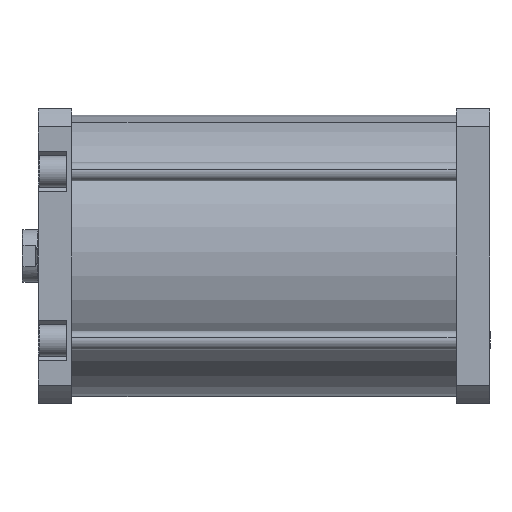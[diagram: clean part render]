
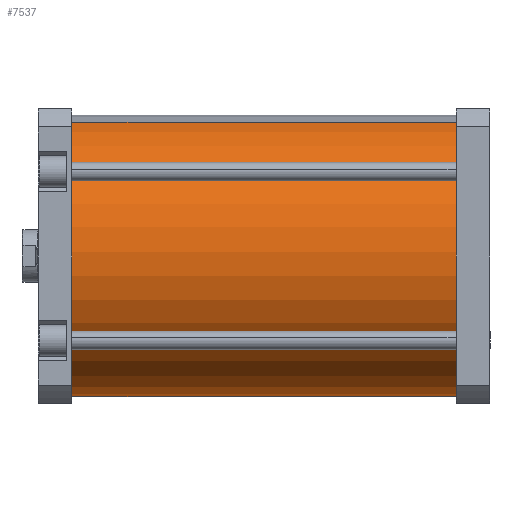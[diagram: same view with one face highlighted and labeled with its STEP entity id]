
A CAD part, front view. The second image highlights one B-rep face of the part: STEP entity #7537.
In plain terms, the highlighted cylindrical face has radius 105 mm (diameter 210 mm), a partial arc.
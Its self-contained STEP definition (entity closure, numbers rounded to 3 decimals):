
#724 = ORIENTED_EDGE ( 'NONE', *, *, #3431, .F. ) ;
#753 = ORIENTED_EDGE ( 'NONE', *, *, #3366, .T. ) ;
#791 = ORIENTED_EDGE ( 'NONE', *, *, #3368, .T. ) ;
#818 = ORIENTED_EDGE ( 'NONE', *, *, #3387, .F. ) ;
#1098 = LINE ( 'NONE', #2698, #1103 ) ;
#1102 = CIRCLE ( 'NONE', #3838, 105. ) ;
#1103 = VECTOR ( 'NONE', #2700, 1000. ) ;
#1134 = LINE ( 'NONE', #2738, #1136 ) ;
#1136 = VECTOR ( 'NONE', #2746, 1000. ) ;
#1205 = CIRCLE ( 'NONE', #3868, 105. ) ;
#1280 = VERTEX_POINT ( 'NONE', #5026 ) ;
#1301 = VERTEX_POINT ( 'NONE', #1942 ) ;
#1496 = VERTEX_POINT ( 'NONE', #2137 ) ;
#1497 = VERTEX_POINT ( 'NONE', #2138 ) ;
#1735 = EDGE_LOOP ( 'NONE', ( #818, #724, #791, #753 ) ) ;
#1942 = CARTESIAN_POINT ( 'NONE',  ( 105., 0., 287. ) ) ;
#2137 = CARTESIAN_POINT ( 'NONE',  ( -105., 0., 287. ) ) ;
#2138 = CARTESIAN_POINT ( 'NONE',  ( -105., 0., 0. ) ) ;
#2695 = CARTESIAN_POINT ( 'NONE',  ( 0., 0., 0. ) ) ;
#2696 = DIRECTION ( 'NONE',  ( 0., 0., 1. ) ) ;
#2697 = DIRECTION ( 'NONE',  ( 1., 0., 0. ) ) ;
#2698 = CARTESIAN_POINT ( 'NONE',  ( -105., 0., 287. ) ) ;
#2700 = DIRECTION ( 'NONE',  ( 0., 0., -1. ) ) ;
#2738 = CARTESIAN_POINT ( 'NONE',  ( 105., 0., 287. ) ) ;
#2746 = DIRECTION ( 'NONE',  ( 0., 0., -1. ) ) ;
#2848 = CARTESIAN_POINT ( 'NONE',  ( 0., 0., 287. ) ) ;
#2854 = DIRECTION ( 'NONE',  ( 0., 0., 1. ) ) ;
#2855 = DIRECTION ( 'NONE',  ( 1., 0., 0. ) ) ;
#3366 = EDGE_CURVE ( 'NONE', #1497, #1280, #1102, .T. ) ;
#3368 = EDGE_CURVE ( 'NONE', #1496, #1497, #1098, .T. ) ;
#3387 = EDGE_CURVE ( 'NONE', #1301, #1280, #1134, .T. ) ;
#3431 = EDGE_CURVE ( 'NONE', #1496, #1301, #1205, .T. ) ;
#3838 = AXIS2_PLACEMENT_3D ( 'NONE', #2695, #2696, #2697 ) ;
#3868 = AXIS2_PLACEMENT_3D ( 'NONE', #2848, #2854, #2855 ) ;
#4012 = AXIS2_PLACEMENT_3D ( 'NONE', #6602, #6601, #6600 ) ;
#5026 = CARTESIAN_POINT ( 'NONE',  ( 105., 0., 0. ) ) ;
#5648 = FACE_OUTER_BOUND ( 'NONE', #1735, .T. ) ;
#5649 = CYLINDRICAL_SURFACE ( 'NONE', #4012, 105. ) ;
#6600 = DIRECTION ( 'NONE',  ( -1., 0., 0. ) ) ;
#6601 = DIRECTION ( 'NONE',  ( 0., 0., -1. ) ) ;
#6602 = CARTESIAN_POINT ( 'NONE',  ( 0., 0., 287. ) ) ;
#7537 = ADVANCED_FACE ( 'NONE', ( #5648 ), #5649, .T. ) ;
